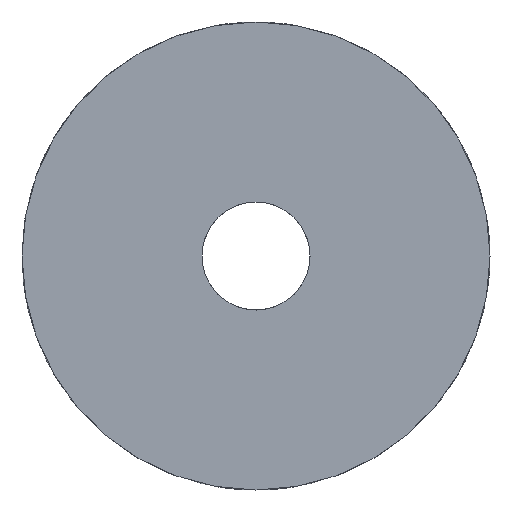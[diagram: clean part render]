
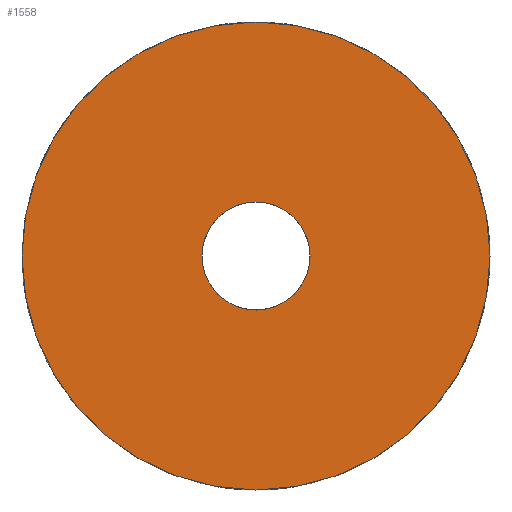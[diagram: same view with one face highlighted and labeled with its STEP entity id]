
A CAD part, front view. The second image highlights one B-rep face of the part: STEP entity #1558.
In plain terms, the highlighted planar face has unit normal (0, -1, 0).
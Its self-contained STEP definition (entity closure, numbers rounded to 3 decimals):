
#288=CARTESIAN_POINT('POINT31',(-19.05,-52.197,0.));
#289=VERTEX_POINT('VERTEX31',#288);
#296=CARTESIAN_POINT('POINT32',(19.05,-52.197,0.));
#297=VERTEX_POINT('VERTEX32',#296);
#298=CARTESIAN_POINT('POS33',(0.,-52.197,
   0.));
#299=DIRECTION('DIR51',(0.,1.,0.));
#300=DIRECTION('DIR52',(1.,0.,0.));
#301=AXIS2_PLACEMENT_3D('AXIS19',#298,#299,#300);
#302=CIRCLE('ELLIPSE15',#301,19.05);
#303=EDGE_CURVE('EDGE33',#297,#289,#302,.T.);
#645=CARTESIAN_POINT('POS71',(0.,-52.197,0.));
#646=DIRECTION('DIR108',(0.,1.,0.));
#647=DIRECTION('DIR109',(-1.,0.,0.));
#648=AXIS2_PLACEMENT_3D('AXIS38',#645,#646,#647);
#649=CIRCLE('ELLIPSE31',#648,19.05);
#650=EDGE_CURVE('EDGE75',#289,#297,#649,.T.);
#1529=CARTESIAN_POINT('POINT107',(82.55,-52.197,0.));
#1530=VERTEX_POINT('VERTEX107',#1529);
#1531=CARTESIAN_POINT('POINT108',(-82.55,-52.197,0.));
#1532=VERTEX_POINT('VERTEX108',#1531);
#1533=CARTESIAN_POINT('POS170',(0.,-52.197,0.));
#1534=DIRECTION('DIR255',(0.,-1.,0.));
#1535=DIRECTION('DIR256',(1.,0.,0.));
#1536=AXIS2_PLACEMENT_3D('AXIS86',#1533,#1534,#1535);
#1537=CIRCLE('ELLIPSE48',#1536,82.55);
#1538=EDGE_CURVE('EDGE148',#1530,#1532,#1537,.T.);
#1539=ORIENTED_EDGE('COEDGE231',*,*,#1538,.T.);
#1540=CARTESIAN_POINT('POS171',(0.,-52.197,0.));
#1541=DIRECTION('DIR257',(0.,-1.,0.));
#1542=DIRECTION('DIR258',(-1.,0.,0.));
#1543=AXIS2_PLACEMENT_3D('AXIS87',#1540,#1541,#1542);
#1544=CIRCLE('ELLIPSE49',#1543,82.55);
#1545=EDGE_CURVE('EDGE149',#1532,#1530,#1544,.T.);
#1546=ORIENTED_EDGE('COEDGE232',*,*,#1545,.T.);
#1547=EDGE_LOOP('NONE',(#1539,#1546));
#1548=FACE_BOUND('LOOP1',#1547,.T.);
#1549=ORIENTED_EDGE('COEDGE233',*,*,#303,.T.);
#1550=ORIENTED_EDGE('COEDGE234',*,*,#650,.T.);
#1551=EDGE_LOOP('NONE',(#1549,#1550));
#1552=FACE_BOUND('LOOP1',#1551,.T.);
#1553=CARTESIAN_POINT('POS172',(0.,-52.197,0.));
#1554=DIRECTION('DIR259',(0.,-1.,0.));
#1555=DIRECTION('DIR260',(1.,0.,0.));
#1556=AXIS2_PLACEMENT_3D('AXIS88',#1553,#1554,#1555);
#1557=PLANE('PLANE31',#1556);
#1558=ADVANCED_FACE('FACE45',(#1548,#1552),#1557,.T.);
